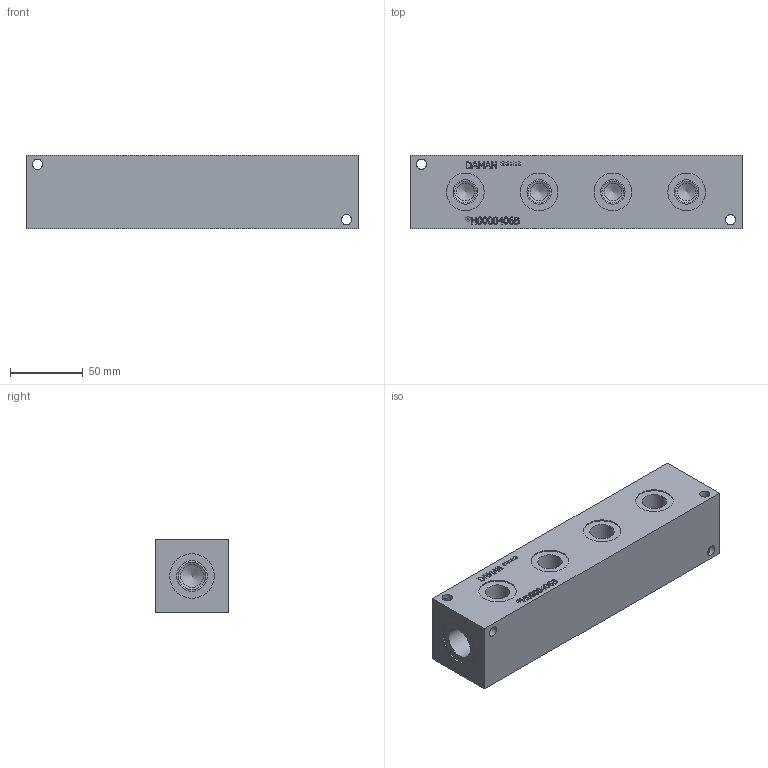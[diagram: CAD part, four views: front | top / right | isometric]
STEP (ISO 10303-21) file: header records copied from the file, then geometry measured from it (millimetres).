
FILE_DESCRIPTION(/* description */ (''),/* implementation_level */ '2;1');
FILE_NAME(/* name */ '_H0000406B.stp',/* time_stamp */ '2020-06-01T10:18:49-04:00',/* author */ ('devonn'),/* organization */ (''),/* preprocessor_version */ 'ST-DEVELOPER v17',/* originating_system */ 'Autodesk Inventor 2019',/* authorisation */ '');
FILE_SCHEMA (('AUTOMOTIVE_DESIGN { 1 0 10303 214 3 1 1 }'));
Length unit declared in the file: millimetre
Products named in the file (1): Part_AH0000406B.C13050R0_3D
Bounding box: 228.6 x 50.8 x 50.8 mm (x, y, z)
Volume: 548472.6 mm3; surface area: 63009.2 mm2
Topology: 1 solids, 1 shells, 373 faces, 1014 edges, 682 vertices
Faces by surface type: plane 228, bspline 101, cylinder 32, cone 12
Full cylindrical faces by diameter (mm): 7.137 x8, 12.294 x4, 15.062 x4, 15.875 x2, 16.764 x4, 18.923 x2, 21.057 x2, 25.933 x4, 30.683 x2
Entity records: 12583 total; most frequent: CARTESIAN_POINT 3377, ORIENTED_EDGE 2016, DIRECTION 1464, EDGE_CURVE 1008, LINE 694, VECTOR 694, VERTEX_POINT 682, EDGE_LOOP 430
